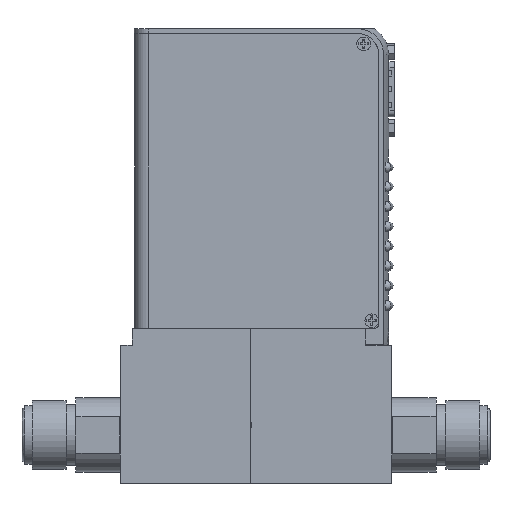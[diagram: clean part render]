
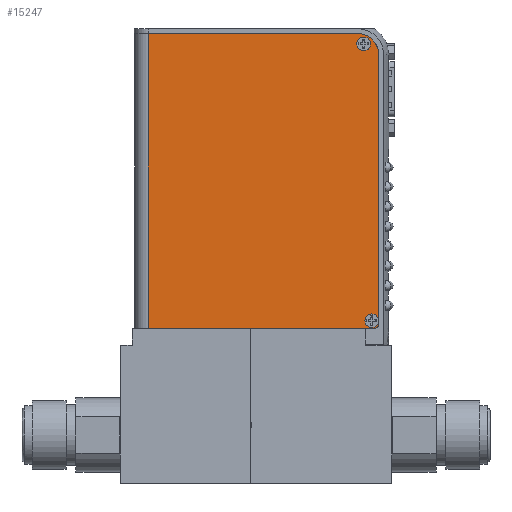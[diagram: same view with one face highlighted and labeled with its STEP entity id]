
A CAD part, left-side view. The second image highlights one B-rep face of the part: STEP entity #15247.
In plain terms, the highlighted planar face has unit normal (-1, 0, 0).
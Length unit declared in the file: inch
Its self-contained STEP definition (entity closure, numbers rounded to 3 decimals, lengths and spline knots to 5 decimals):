
#323 = AXIS2_PLACEMENT_3D ( 'NONE', #32179, #10831, #21535 ) ;
#1586 = EDGE_CURVE ( 'NONE', #11485, #11172, #12671, .T. ) ;
#1835 = FACE_BOUND ( 'NONE', #4578, .T. ) ;
#2705 = FACE_BOUND ( 'NONE', #8152, .T. ) ;
#3223 = EDGE_CURVE ( 'NONE', #32582, #11172, #6233, .T. ) ;
#3616 = DIRECTION ( 'NONE',  ( 0., -1., 0. ) ) ;
#3660 = CARTESIAN_POINT ( 'NONE',  ( 0.18, -0.03741, 1.958 ) ) ;
#3952 = EDGE_LOOP ( 'NONE', ( #17577, #9052, #20416, #30807, #22412, #34011 ) ) ;
#4578 = EDGE_LOOP ( 'NONE', ( #12180, #10078 ) ) ;
#4677 = EDGE_CURVE ( 'NONE', #11485, #15687, #24509, .T. ) ;
#4691 = VECTOR ( 'NONE', #22269, 39.37008 ) ;
#4710 = VERTEX_POINT ( 'NONE', #11614 ) ;
#4728 = EDGE_CURVE ( 'NONE', #4710, #29136, #21969, .T. ) ;
#5284 = DIRECTION ( 'NONE',  ( 0., 0., -1. ) ) ;
#5501 = CARTESIAN_POINT ( 'NONE',  ( 0.18, 0.15259, 5.56 ) ) ;
#6149 = AXIS2_PLACEMENT_3D ( 'NONE', #28562, #12544, #31222 ) ;
#6167 = DIRECTION ( 'NONE',  ( 1., 0., 0. ) ) ;
#6233 = LINE ( 'NONE', #22812, #19531 ) ;
#6536 = AXIS2_PLACEMENT_3D ( 'NONE', #31808, #15786, #20463 ) ;
#7114 = CARTESIAN_POINT ( 'NONE',  ( 0.18, 0.15259, 5.474 ) ) ;
#7818 = EDGE_CURVE ( 'NONE', #15687, #30001, #23058, .T. ) ;
#8152 = EDGE_LOOP ( 'NONE', ( #30453, #28200 ) ) ;
#8154 = DIRECTION ( 'NONE',  ( 0., 0., 1. ) ) ;
#8580 = AXIS2_PLACEMENT_3D ( 'NONE', #22119, #6167, #24815 ) ;
#9052 = ORIENTED_EDGE ( 'NONE', *, *, #1586, .T. ) ;
#9522 = DIRECTION ( 'NONE',  ( 0., 1., 0. ) ) ;
#9728 = DIRECTION ( 'NONE',  ( 1., 0., 0. ) ) ;
#10078 = ORIENTED_EDGE ( 'NONE', *, *, #24845, .T. ) ;
#10831 = DIRECTION ( 'NONE',  ( -1., 0., 0. ) ) ;
#11172 = VERTEX_POINT ( 'NONE', #21313 ) ;
#11485 = VERTEX_POINT ( 'NONE', #31604 ) ;
#11614 = CARTESIAN_POINT ( 'NONE',  ( 0.18, 0.05059, 2.142 ) ) ;
#11747 = CARTESIAN_POINT ( 'NONE',  ( 0.18, 0.02559, 2.021 ) ) ;
#11763 = LINE ( 'NONE', #3660, #4691 ) ;
#11797 = CARTESIAN_POINT ( 'NONE',  ( 0.18, -0.03741, 5.419 ) ) ;
#12180 = ORIENTED_EDGE ( 'NONE', *, *, #26110, .T. ) ;
#12544 = DIRECTION ( 'NONE',  ( 1., 0., 0. ) ) ;
#12671 = LINE ( 'NONE', #32657, #33992 ) ;
#13758 = VERTEX_POINT ( 'NONE', #7114 ) ;
#13970 = CARTESIAN_POINT ( 'NONE',  ( 0.18, 0.15259, 5.646 ) ) ;
#14256 = AXIS2_PLACEMENT_3D ( 'NONE', #11747, #30424, #14430 ) ;
#14390 = AXIS2_PLACEMENT_3D ( 'NONE', #25712, #9728, #28424 ) ;
#14430 = DIRECTION ( 'NONE',  ( 0., 0., -1. ) ) ;
#14665 = CARTESIAN_POINT ( 'NONE',  ( 0.18, 0.02559, 1.958 ) ) ;
#15247 = ADVANCED_FACE ( 'NONE', ( #29401, #1835, #2705 ), #18830, .T. ) ;
#15687 = VERTEX_POINT ( 'NONE', #18217 ) ;
#15740 = CIRCLE ( 'NONE', #6149, 0.086 ) ;
#15786 = DIRECTION ( 'NONE',  ( 1., 0., 0. ) ) ;
#16631 = EDGE_CURVE ( 'NONE', #30001, #17380, #11763, .T. ) ;
#17059 = CIRCLE ( 'NONE', #23753, 0.086 ) ;
#17380 = VERTEX_POINT ( 'NONE', #20358 ) ;
#17577 = ORIENTED_EDGE ( 'NONE', *, *, #4677, .F. ) ;
#18217 = CARTESIAN_POINT ( 'NONE',  ( 0.18, 0.23259, 5.689 ) ) ;
#18830 = PLANE ( 'NONE',  #323 ) ;
#19335 = EDGE_CURVE ( 'NONE', #17380, #32582, #26733, .T. ) ;
#19531 = VECTOR ( 'NONE', #9522, 39.37008 ) ;
#20358 = CARTESIAN_POINT ( 'NONE',  ( 0.18, -0.03741, 2.021 ) ) ;
#20416 = ORIENTED_EDGE ( 'NONE', *, *, #3223, .F. ) ;
#20463 = DIRECTION ( 'NONE',  ( 0., 0., 1. ) ) ;
#21313 = CARTESIAN_POINT ( 'NONE',  ( 0.18, 2.88159, 1.958 ) ) ;
#21535 = DIRECTION ( 'NONE',  ( 0., 0., 1. ) ) ;
#21969 = CIRCLE ( 'NONE', #14390, 0.086 ) ;
#22119 = CARTESIAN_POINT ( 'NONE',  ( 0.18, 0.15259, 5.56 ) ) ;
#22269 = DIRECTION ( 'NONE',  ( 0., 0., -1. ) ) ;
#22412 = ORIENTED_EDGE ( 'NONE', *, *, #16631, .F. ) ;
#22812 = CARTESIAN_POINT ( 'NONE',  ( 0.18, 1.50709, 1.958 ) ) ;
#22818 = VECTOR ( 'NONE', #3616, 39.37008 ) ;
#23058 = CIRCLE ( 'NONE', #6536, 0.27 ) ;
#23524 = CARTESIAN_POINT ( 'NONE',  ( 0.18, 0.05059, 1.97 ) ) ;
#23753 = AXIS2_PLACEMENT_3D ( 'NONE', #5501, #24134, #8154 ) ;
#24134 = DIRECTION ( 'NONE',  ( 1., 0., 0. ) ) ;
#24509 = LINE ( 'NONE', #30175, #22818 ) ;
#24815 = DIRECTION ( 'NONE',  ( 0., 0., 1. ) ) ;
#24845 = EDGE_CURVE ( 'NONE', #13758, #27895, #17059, .T. ) ;
#25712 = CARTESIAN_POINT ( 'NONE',  ( 0.18, 0.05059, 2.056 ) ) ;
#26110 = EDGE_CURVE ( 'NONE', #27895, #13758, #27088, .T. ) ;
#26327 = EDGE_CURVE ( 'NONE', #29136, #4710, #15740, .T. ) ;
#26733 = CIRCLE ( 'NONE', #14256, 0.063 ) ;
#27088 = CIRCLE ( 'NONE', #8580, 0.086 ) ;
#27895 = VERTEX_POINT ( 'NONE', #13970 ) ;
#28200 = ORIENTED_EDGE ( 'NONE', *, *, #26327, .T. ) ;
#28424 = DIRECTION ( 'NONE',  ( 0., 0., 1. ) ) ;
#28562 = CARTESIAN_POINT ( 'NONE',  ( 0.18, 0.05059, 2.056 ) ) ;
#29136 = VERTEX_POINT ( 'NONE', #23524 ) ;
#29401 = FACE_OUTER_BOUND ( 'NONE', #3952, .T. ) ;
#30001 = VERTEX_POINT ( 'NONE', #11797 ) ;
#30175 = CARTESIAN_POINT ( 'NONE',  ( 0.18, 1.50709, 5.689 ) ) ;
#30424 = DIRECTION ( 'NONE',  ( 1., 0., 0. ) ) ;
#30453 = ORIENTED_EDGE ( 'NONE', *, *, #4728, .T. ) ;
#30807 = ORIENTED_EDGE ( 'NONE', *, *, #19335, .F. ) ;
#31222 = DIRECTION ( 'NONE',  ( 0., 0., 1. ) ) ;
#31604 = CARTESIAN_POINT ( 'NONE',  ( 0.18, 2.88159, 5.689 ) ) ;
#31808 = CARTESIAN_POINT ( 'NONE',  ( 0.18, 0.23259, 5.419 ) ) ;
#32179 = CARTESIAN_POINT ( 'NONE',  ( 0.18, 1.50709, 1.958 ) ) ;
#32582 = VERTEX_POINT ( 'NONE', #14665 ) ;
#32657 = CARTESIAN_POINT ( 'NONE',  ( 0.18, 2.88159, 1.958 ) ) ;
#33992 = VECTOR ( 'NONE', #5284, 39.37008 ) ;
#34011 = ORIENTED_EDGE ( 'NONE', *, *, #7818, .F. ) ;
